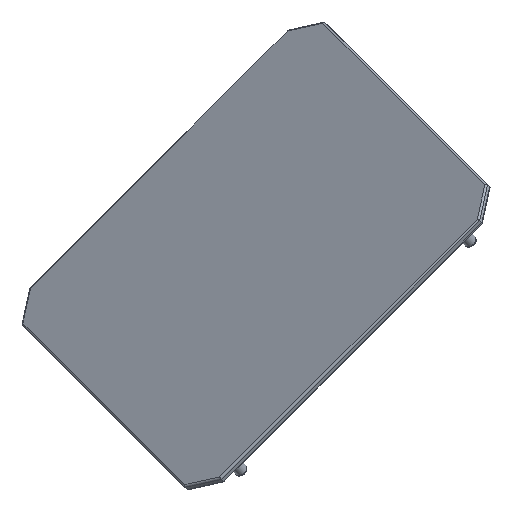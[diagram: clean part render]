
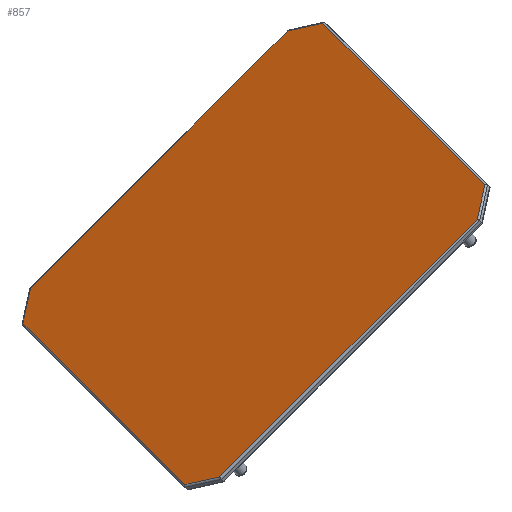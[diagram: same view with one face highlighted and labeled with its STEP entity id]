
A CAD part, top view. The second image highlights one B-rep face of the part: STEP entity #857.
In plain terms, the highlighted planar face has unit normal (-0.542, 0.542, 0.643).
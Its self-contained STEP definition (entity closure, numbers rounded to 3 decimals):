
#107=PLANE('',#937);
#133=FACE_OUTER_BOUND('',#191,.T.);
#191=EDGE_LOOP('',(#613,#614,#615,#616,#617,#618,#619,#620));
#261=LINE('',#1385,#309);
#263=LINE('',#1393,#311);
#265=LINE('',#1399,#313);
#267=LINE('',#1405,#315);
#269=LINE('',#1411,#317);
#272=LINE('',#1419,#320);
#274=LINE('',#1425,#322);
#276=LINE('',#1429,#324);
#309=VECTOR('',#1059,10.);
#311=VECTOR('',#1067,10.);
#313=VECTOR('',#1073,10.);
#315=VECTOR('',#1079,10.);
#317=VECTOR('',#1085,10.);
#320=VECTOR('',#1092,10.);
#322=VECTOR('',#1098,10.);
#324=VECTOR('',#1104,10.);
#357=VERTEX_POINT('',#1383);
#358=VERTEX_POINT('',#1384);
#361=VERTEX_POINT('',#1392);
#363=VERTEX_POINT('',#1398);
#365=VERTEX_POINT('',#1404);
#367=VERTEX_POINT('',#1410);
#370=VERTEX_POINT('',#1418);
#372=VERTEX_POINT('',#1424);
#437=EDGE_CURVE('',#357,#358,#261,.T.);
#441=EDGE_CURVE('',#358,#361,#263,.T.);
#444=EDGE_CURVE('',#361,#363,#265,.T.);
#447=EDGE_CURVE('',#363,#365,#267,.T.);
#450=EDGE_CURVE('',#365,#367,#269,.T.);
#454=EDGE_CURVE('',#367,#370,#272,.T.);
#457=EDGE_CURVE('',#370,#372,#274,.T.);
#460=EDGE_CURVE('',#372,#357,#276,.T.);
#613=ORIENTED_EDGE('',*,*,#437,.F.);
#614=ORIENTED_EDGE('',*,*,#460,.F.);
#615=ORIENTED_EDGE('',*,*,#457,.F.);
#616=ORIENTED_EDGE('',*,*,#454,.F.);
#617=ORIENTED_EDGE('',*,*,#450,.F.);
#618=ORIENTED_EDGE('',*,*,#447,.F.);
#619=ORIENTED_EDGE('',*,*,#444,.F.);
#620=ORIENTED_EDGE('',*,*,#441,.F.);
#857=ADVANCED_FACE('',(#133),#107,.T.);
#937=AXIS2_PLACEMENT_3D('',#1448,#1122,#1123);
#1059=DIRECTION('',(0.179,0.821,-0.542));
#1067=DIRECTION('',(0.707,0.707,0.));
#1073=DIRECTION('',(0.821,0.179,0.542));
#1079=DIRECTION('',(0.455,-0.455,0.766));
#1085=DIRECTION('',(-0.179,-0.821,0.542));
#1092=DIRECTION('',(-0.707,-0.707,0.));
#1098=DIRECTION('',(-0.821,-0.179,-0.542));
#1104=DIRECTION('',(-0.455,0.455,-0.766));
#1122=DIRECTION('center_axis',(-0.542,0.542,0.643));
#1123=DIRECTION('ref_axis',(-0.707,-0.707,0.));
#1383=CARTESIAN_POINT('',(-52.771,-24.303,27.523));
#1384=CARTESIAN_POINT('',(-50.824,-15.351,21.619));
#1385=CARTESIAN_POINT('',(-51.229,-17.212,22.847));
#1392=CARTESIAN_POINT('',(15.351,50.824,21.619));
#1393=CARTESIAN_POINT('',(-1.12,34.354,21.619));
#1398=CARTESIAN_POINT('',(24.303,52.771,27.523));
#1399=CARTESIAN_POINT('',(21.859,52.24,25.911));
#1404=CARTESIAN_POINT('',(65.927,11.147,97.676));
#1405=CARTESIAN_POINT('',(55.568,21.506,80.217));
#1410=CARTESIAN_POINT('',(63.98,2.195,103.58));
#1411=CARTESIAN_POINT('',(64.385,4.056,102.352));
#1418=CARTESIAN_POINT('',(-2.195,-63.98,103.58));
#1419=CARTESIAN_POINT('',(14.276,-47.51,103.58));
#1424=CARTESIAN_POINT('',(-11.147,-65.927,97.676));
#1425=CARTESIAN_POINT('',(-8.703,-65.396,99.288));
#1429=CARTESIAN_POINT('',(-42.412,-34.662,44.982));
#1448=CARTESIAN_POINT('Origin',(6.578,-6.578,62.6));
